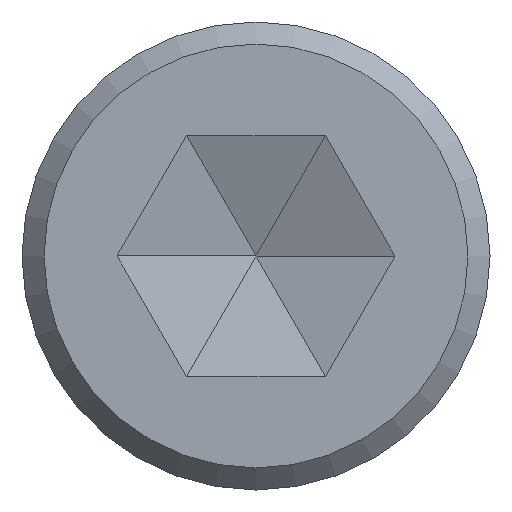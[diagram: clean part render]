
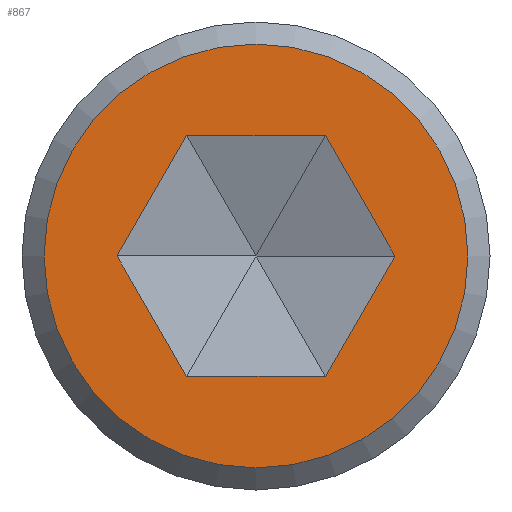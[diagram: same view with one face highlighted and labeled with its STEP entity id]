
A CAD part, front view. The second image highlights one B-rep face of the part: STEP entity #867.
In plain terms, the highlighted planar face has unit normal (0, -1, 0).
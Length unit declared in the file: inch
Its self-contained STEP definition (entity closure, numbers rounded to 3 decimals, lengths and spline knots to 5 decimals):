
#21=FACE_BOUND('',#145,.T.);
#31=PLANE('',#943);
#48=CIRCLE('',#940,0.096);
#91=FACE_OUTER_BOUND('',#144,.T.);
#144=EDGE_LOOP('',(#683));
#145=EDGE_LOOP('',(#684,#685,#686,#687,#688,#689));
#265=LINE('',#2160,#322);
#266=LINE('',#2162,#323);
#267=LINE('',#2164,#324);
#268=LINE('',#2166,#325);
#269=LINE('',#2168,#326);
#270=LINE('',#2169,#327);
#322=VECTOR('',#1102,0.3937);
#323=VECTOR('',#1103,0.3937);
#324=VECTOR('',#1104,0.3937);
#325=VECTOR('',#1105,0.3937);
#326=VECTOR('',#1106,0.3937);
#327=VECTOR('',#1107,0.3937);
#402=VERTEX_POINT('',#2150);
#404=VERTEX_POINT('',#2158);
#405=VERTEX_POINT('',#2159);
#406=VERTEX_POINT('',#2161);
#407=VERTEX_POINT('',#2163);
#408=VERTEX_POINT('',#2165);
#409=VERTEX_POINT('',#2167);
#515=EDGE_CURVE('',#402,#402,#48,.T.);
#518=EDGE_CURVE('',#404,#405,#265,.T.);
#519=EDGE_CURVE('',#405,#406,#266,.T.);
#520=EDGE_CURVE('',#406,#407,#267,.T.);
#521=EDGE_CURVE('',#407,#408,#268,.T.);
#522=EDGE_CURVE('',#408,#409,#269,.T.);
#523=EDGE_CURVE('',#409,#404,#270,.T.);
#683=ORIENTED_EDGE('',*,*,#515,.F.);
#684=ORIENTED_EDGE('',*,*,#518,.T.);
#685=ORIENTED_EDGE('',*,*,#519,.T.);
#686=ORIENTED_EDGE('',*,*,#520,.T.);
#687=ORIENTED_EDGE('',*,*,#521,.T.);
#688=ORIENTED_EDGE('',*,*,#522,.T.);
#689=ORIENTED_EDGE('',*,*,#523,.T.);
#867=ADVANCED_FACE('',(#91,#21),#31,.F.);
#940=AXIS2_PLACEMENT_3D('',#2152,#1093,#1094);
#943=AXIS2_PLACEMENT_3D('',#2157,#1100,#1101);
#1093=DIRECTION('center_axis',(0.,1.,0.));
#1094=DIRECTION('ref_axis',(1.,0.,0.));
#1100=DIRECTION('center_axis',(0.,1.,0.));
#1101=DIRECTION('ref_axis',(1.,0.,0.));
#1102=DIRECTION('',(0.5,0.,0.866));
#1103=DIRECTION('',(1.,0.,0.));
#1104=DIRECTION('',(0.5,0.,-0.866));
#1105=DIRECTION('',(-0.5,0.,-0.866));
#1106=DIRECTION('',(-1.,0.,0.));
#1107=DIRECTION('',(-0.5,0.,0.866));
#2150=CARTESIAN_POINT('',(-0.096,0.,0.));
#2152=CARTESIAN_POINT('Origin',(0.,0.,0.));
#2157=CARTESIAN_POINT('Origin',(0.,0.,0.));
#2158=CARTESIAN_POINT('',(-0.06293,0.,0.00001));
#2159=CARTESIAN_POINT('',(-0.03146,0.,0.0545));
#2160=CARTESIAN_POINT('',(-0.05506,0.,0.01363));
#2161=CARTESIAN_POINT('',(0.03147,0.,0.0545));
#2162=CARTESIAN_POINT('',(-0.01573,0.,0.0545));
#2163=CARTESIAN_POINT('',(0.06293,0.,-0.00001));
#2164=CARTESIAN_POINT('',(0.03934,0.,0.04087));
#2165=CARTESIAN_POINT('',(0.03146,0.,-0.0545));
#2166=CARTESIAN_POINT('',(0.05506,0.,-0.01363));
#2167=CARTESIAN_POINT('',(-0.03147,0.,-0.0545));
#2168=CARTESIAN_POINT('',(0.01573,0.,-0.0545));
#2169=CARTESIAN_POINT('',(-0.03934,0.,-0.04087));
